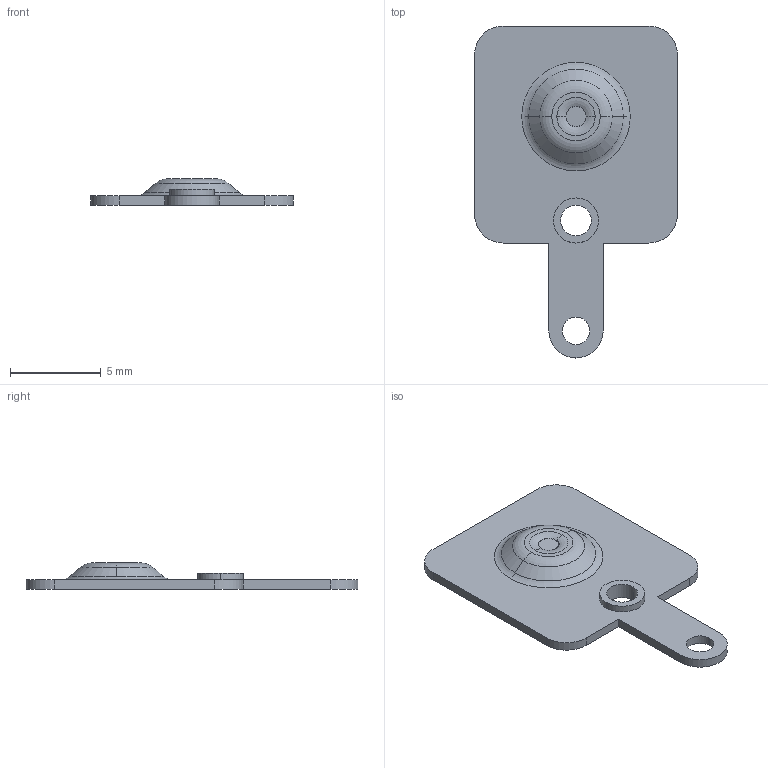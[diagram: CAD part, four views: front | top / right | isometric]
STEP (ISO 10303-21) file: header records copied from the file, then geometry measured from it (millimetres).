
FILE_DESCRIPTION (( 'STEP AP214' ), '1' );
FILE_NAME ('5223.STEP', '2017-03-03T17:20:06', ( '' ), ( '' ), 'SwSTEP 2.0', 'SolidWorks 2013', '' );
FILE_SCHEMA (( 'AUTOMOTIVE_DESIGN' ));
Length unit declared in the file: inch
Products named in the file (1): 5223
Bounding box: 11.2 x 18.34 x 1.45 mm (x, y, z)
Volume: 77.3 mm3; surface area: 338.6 mm2
Topology: 1 solids, 1 shells, 47 faces, 106 edges, 66 vertices
Faces by surface type: torus 16, plane 14, cylinder 11, cone 6
Entity records: 1386 total; most frequent: DIRECTION 270, CARTESIAN_POINT 220, ORIENTED_EDGE 212, AXIS2_PLACEMENT_3D 116, EDGE_CURVE 106, CIRCLE 68, VERTEX_POINT 66, EDGE_LOOP 56
